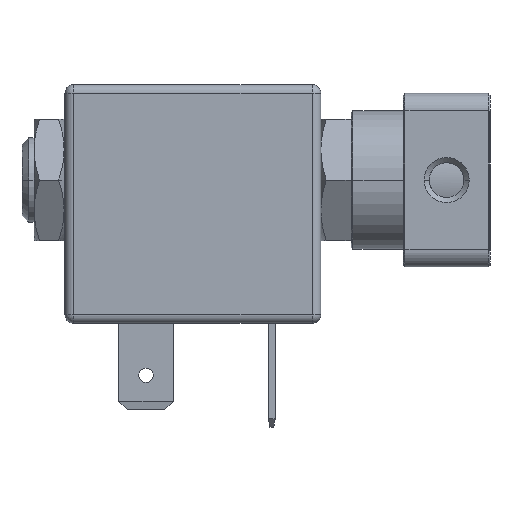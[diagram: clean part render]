
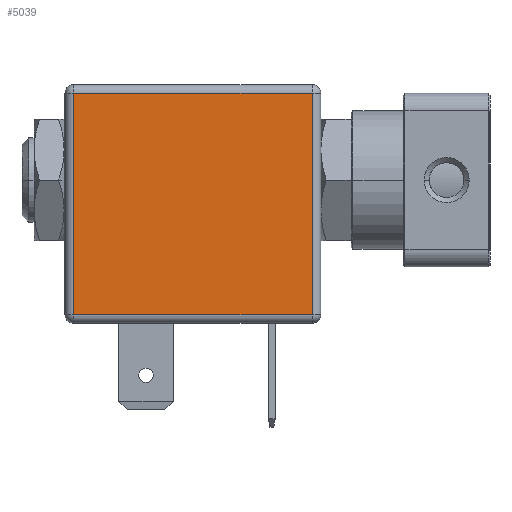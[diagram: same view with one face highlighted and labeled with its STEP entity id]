
A CAD part, left-side view. The second image highlights one B-rep face of the part: STEP entity #5039.
In plain terms, the highlighted face is planar.
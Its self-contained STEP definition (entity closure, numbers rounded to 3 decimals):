
#3364=DIRECTION('',(0.,0.,-1.));
#3365=VECTOR('',#3364,27.5);
#3366=CARTESIAN_POINT('',(15.5,11.,26.));
#3367=LINE('',#3366,#3365);
#3371=DIRECTION('',(1.,0.,0.));
#3372=VECTOR('',#3371,25.5);
#3373=CARTESIAN_POINT('',(-10.,11.,26.));
#3374=LINE('',#3373,#3372);
#3378=DIRECTION('',(0.,0.,1.));
#3379=VECTOR('',#3378,27.5);
#3380=CARTESIAN_POINT('',(-10.,11.,-1.5));
#3381=LINE('',#3380,#3379);
#3385=DIRECTION('',(-1.,0.,0.));
#3386=VECTOR('',#3385,25.5);
#3387=CARTESIAN_POINT('',(15.5,11.,-1.5));
#3388=LINE('',#3387,#3386);
#4616=CARTESIAN_POINT('',(15.5,11.,-1.5));
#4618=VERTEX_POINT('',#4616);
#4638=CARTESIAN_POINT('',(15.5,11.,26.));
#4639=VERTEX_POINT('',#4638);
#4640=CARTESIAN_POINT('',(-10.,11.,26.));
#4642=VERTEX_POINT('',#4640);
#4662=CARTESIAN_POINT('',(-10.,11.,-1.5));
#4663=VERTEX_POINT('',#4662);
#5026=CARTESIAN_POINT('',(0.,11.,27.));
#5027=DIRECTION('',(0.,1.,0.));
#5028=DIRECTION('',(-1.,0.,0.));
#5029=AXIS2_PLACEMENT_3D('',#5026,#5027,#5028);
#5030=PLANE('',#5029);
#5031=ORIENTED_EDGE('',*,*,#5016,.F.);
#5033=ORIENTED_EDGE('',*,*,#5032,.F.);
#5035=ORIENTED_EDGE('',*,*,#5034,.F.);
#5036=ORIENTED_EDGE('',*,*,#4992,.F.);
#5037=EDGE_LOOP('',(#5031,#5033,#5035,#5036));
#5038=FACE_OUTER_BOUND('',#5037,.F.);
#5039=ADVANCED_FACE('',(#5038),#5030,.T.);
#4992=EDGE_CURVE('',#4618,#4663,#3388,.T.);
#5016=EDGE_CURVE('',#4639,#4618,#3367,.T.);
#5032=EDGE_CURVE('',#4642,#4639,#3374,.T.);
#5034=EDGE_CURVE('',#4663,#4642,#3381,.T.);
